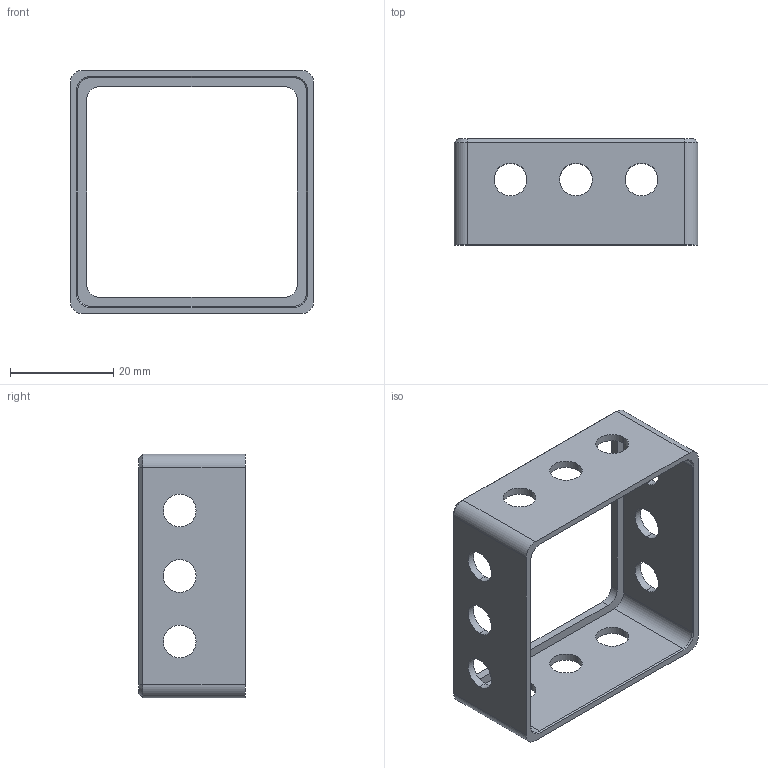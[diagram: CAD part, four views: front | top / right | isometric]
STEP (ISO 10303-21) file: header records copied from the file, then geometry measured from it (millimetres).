
FILE_DESCRIPTION (( 'STEP AP214' ), '1' );
FILE_NAME ('WCP-0377.step', '2021-07-29T08:12:16', ( '' ), ( '' ), 'SwSTEP 2.0', 'SolidWorks 2020', '' );
FILE_SCHEMA (( 'AUTOMOTIVE_DESIGN' ));
Length unit declared in the file: inch
Products named in the file (1): WCP-0377
Bounding box: 47.24 x 20.64 x 47.24 mm (x, y, z)
Volume: 5370 mm3; surface area: 7957.2 mm2
Topology: 1 solids, 1 shells, 67 faces, 176 edges, 112 vertices
Faces by surface type: cylinder 36, plane 23, cone 8
Entity records: 2174 total; most frequent: DIRECTION 392, CARTESIAN_POINT 356, ORIENTED_EDGE 352, EDGE_CURVE 176, AXIS2_PLACEMENT_3D 148, VERTEX_POINT 112, LINE 96, VECTOR 96
